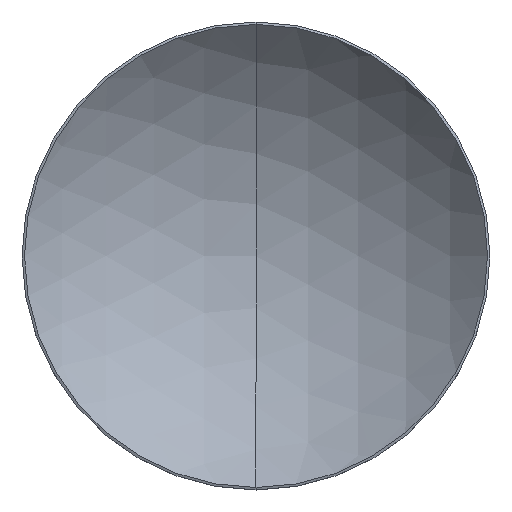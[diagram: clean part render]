
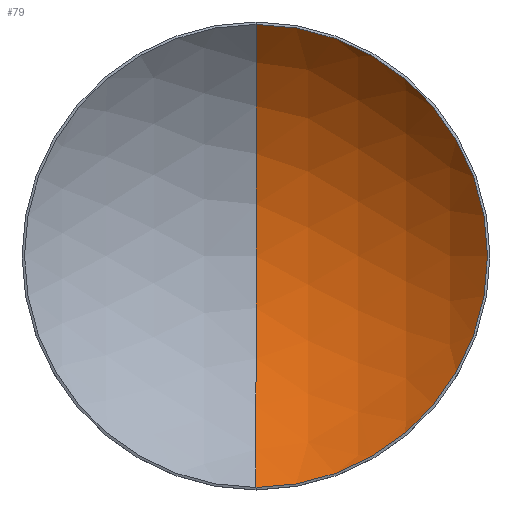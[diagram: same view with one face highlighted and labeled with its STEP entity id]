
A CAD part, top view. The second image highlights one B-rep face of the part: STEP entity #79.
In plain terms, the highlighted spherical face has radius 16.9 mm.
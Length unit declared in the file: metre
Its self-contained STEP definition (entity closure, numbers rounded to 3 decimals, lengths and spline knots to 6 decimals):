
#26 = DIRECTION ( 'NONE',  ( 1., 0., 0. ) ) ;
#44 = CARTESIAN_POINT ( 'NONE',  ( 0., -0.012567, 0.0076 ) ) ;
#48 = AXIS2_PLACEMENT_3D ( 'NONE', #294, #251, #311 ) ;
#49 = CIRCLE ( 'NONE', #48, 0.0169 ) ;
#57 = CARTESIAN_POINT ( 'NONE',  ( 0., 0., 0.002 ) ) ;
#77 = AXIS2_PLACEMENT_3D ( 'NONE', #245, #99, #101 ) ;
#79 = ADVANCED_FACE ( 'NONE', ( #212 ), #298, .F. ) ;
#85 = ORIENTED_EDGE ( 'NONE', *, *, #210, .T. ) ;
#92 = ORIENTED_EDGE ( 'NONE', *, *, #300, .T. ) ;
#99 = DIRECTION ( 'NONE',  ( -1., 0., 0. ) ) ;
#101 = DIRECTION ( 'NONE',  ( 0., 1., 0. ) ) ;
#117 = CARTESIAN_POINT ( 'NONE',  ( 0., 0., 0.0076 ) ) ;
#121 = EDGE_LOOP ( 'NONE', ( #215, #85, #92 ) ) ;
#126 = CIRCLE ( 'NONE', #201, 0.012567 ) ;
#130 = VERTEX_POINT ( 'NONE', #183 ) ;
#136 = VERTEX_POINT ( 'NONE', #57 ) ;
#153 = VERTEX_POINT ( 'NONE', #44 ) ;
#173 = DIRECTION ( 'NONE',  ( 0., 0., 1. ) ) ;
#183 = CARTESIAN_POINT ( 'NONE',  ( 0., 0.012567, 0.0076 ) ) ;
#191 = DIRECTION ( 'NONE',  ( 0., 0., -1. ) ) ;
#193 = CARTESIAN_POINT ( 'NONE',  ( 0., 0., 0.0189 ) ) ;
#194 = DIRECTION ( 'NONE',  ( 0., -1., 0. ) ) ;
#201 = AXIS2_PLACEMENT_3D ( 'NONE', #117, #173, #194 ) ;
#210 = EDGE_CURVE ( 'NONE', #136, #153, #49, .T. ) ;
#212 = FACE_OUTER_BOUND ( 'NONE', #121, .T. ) ;
#213 = CIRCLE ( 'NONE', #240, 0.0169 ) ;
#215 = ORIENTED_EDGE ( 'NONE', *, *, #267, .F. ) ;
#240 = AXIS2_PLACEMENT_3D ( 'NONE', #193, #26, #191 ) ;
#245 = CARTESIAN_POINT ( 'NONE',  ( 0., 0., 0.0189 ) ) ;
#251 = DIRECTION ( 'NONE',  ( -1., 0., 0. ) ) ;
#267 = EDGE_CURVE ( 'NONE', #136, #130, #213, .T. ) ;
#294 = CARTESIAN_POINT ( 'NONE',  ( 0., 0., 0.0189 ) ) ;
#298 = SPHERICAL_SURFACE ( 'NONE', #77, 0.0169 ) ;
#300 = EDGE_CURVE ( 'NONE', #153, #130, #126, .T. ) ;
#311 = DIRECTION ( 'NONE',  ( 0., -1., 0. ) ) ;
